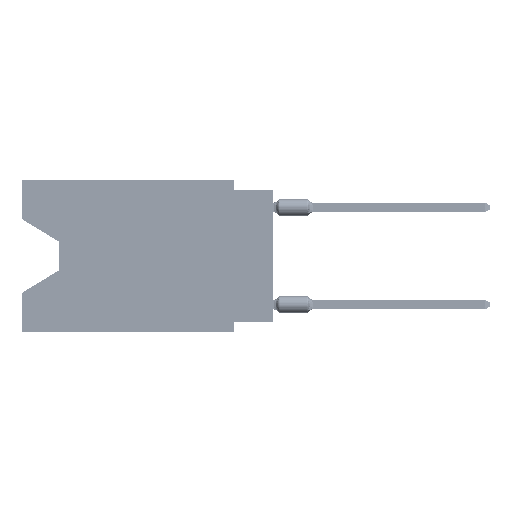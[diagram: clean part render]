
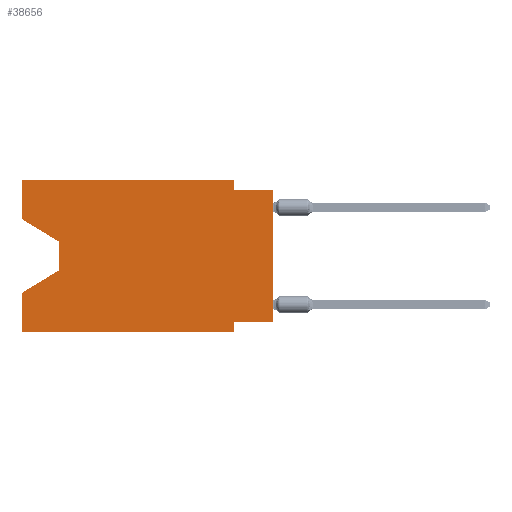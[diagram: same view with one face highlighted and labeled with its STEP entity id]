
A CAD part, left-side view. The second image highlights one B-rep face of the part: STEP entity #38656.
In plain terms, the highlighted planar face has unit normal (-1, 0, 0).
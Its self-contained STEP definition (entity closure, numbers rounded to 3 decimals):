
#14 = ORIENTED_EDGE ( 'NONE', *, *, #61286, .F. ) ;
#210 = CARTESIAN_POINT ( 'NONE',  ( 0., 16.383, 0. ) ) ;
#829 = CARTESIAN_POINT ( 'NONE',  ( 0., 16.383, 0. ) ) ;
#1410 = DIRECTION ( 'NONE',  ( 0., 1., 0. ) ) ;
#1660 = CARTESIAN_POINT ( 'NONE',  ( 0., 16.383, -7.36 ) ) ;
#2566 = VERTEX_POINT ( 'NONE', #1660 ) ;
#2622 = VECTOR ( 'NONE', #52878, 1000. ) ;
#3162 = ORIENTED_EDGE ( 'NONE', *, *, #22751, .T. ) ;
#3977 = ORIENTED_EDGE ( 'NONE', *, *, #22787, .T. ) ;
#4118 = DIRECTION ( 'NONE',  ( 0., 0., -1. ) ) ;
#4401 = LINE ( 'NONE', #42174, #2622 ) ;
#4962 = DIRECTION ( 'NONE',  ( 0., 0., 1. ) ) ;
#6521 = DIRECTION ( 'NONE',  ( 0., -1., 0. ) ) ;
#7191 = ORIENTED_EDGE ( 'NONE', *, *, #64974, .T. ) ;
#7429 = EDGE_CURVE ( 'NONE', #26069, #16867, #16140, .T. ) ;
#8890 = VECTOR ( 'NONE', #40002, 1000. ) ;
#8907 = VECTOR ( 'NONE', #67920, 1000. ) ;
#9118 = LINE ( 'NONE', #48277, #42121 ) ;
#9349 = PLANE ( 'NONE',  #53235 ) ;
#9668 = CARTESIAN_POINT ( 'NONE',  ( 0., 13.97, -4.013 ) ) ;
#9795 = VERTEX_POINT ( 'NONE', #31747 ) ;
#10524 = DIRECTION ( 'NONE',  ( 0., -0.855, -0.519 ) ) ;
#11522 = CARTESIAN_POINT ( 'NONE',  ( 0., 0., -0.635 ) ) ;
#11872 = VECTOR ( 'NONE', #51690, 1000. ) ;
#12820 = EDGE_CURVE ( 'NONE', #21482, #34359, #9118, .T. ) ;
#15009 = LINE ( 'NONE', #9668, #28810 ) ;
#15110 = VERTEX_POINT ( 'NONE', #43470 ) ;
#15212 = EDGE_CURVE ( 'NONE', #48114, #21482, #43123, .T. ) ;
#16140 = LINE ( 'NONE', #11522, #20024 ) ;
#16832 = CARTESIAN_POINT ( 'NONE',  ( 0., 16.383, 0. ) ) ;
#16867 = VERTEX_POINT ( 'NONE', #55658 ) ;
#17695 = ORIENTED_EDGE ( 'NONE', *, *, #15212, .F. ) ;
#18476 = ORIENTED_EDGE ( 'NONE', *, *, #12820, .F. ) ;
#18647 = VERTEX_POINT ( 'NONE', #19183 ) ;
#19183 = CARTESIAN_POINT ( 'NONE',  ( 0., 16.383, -9.906 ) ) ;
#20024 = VECTOR ( 'NONE', #6521, 1000. ) ;
#21298 = EDGE_LOOP ( 'NONE', ( #3977, #31418, #36339, #50862, #3162, #18476, #17695, #7191, #35408, #70204, #14, #37268 ) ) ;
#21482 = VERTEX_POINT ( 'NONE', #56890 ) ;
#21719 = VERTEX_POINT ( 'NONE', #26542 ) ;
#21916 = LINE ( 'NONE', #70399, #30145 ) ;
#22076 = EDGE_CURVE ( 'NONE', #18647, #2566, #64961, .T. ) ;
#22289 = CARTESIAN_POINT ( 'NONE',  ( 0., 16.383, -2.546 ) ) ;
#22751 = EDGE_CURVE ( 'NONE', #18647, #34359, #30872, .T. ) ;
#22787 = EDGE_CURVE ( 'NONE', #52686, #15110, #21916, .T. ) ;
#24686 = CARTESIAN_POINT ( 'NONE',  ( 0., 16.383, 0. ) ) ;
#26069 = VERTEX_POINT ( 'NONE', #53112 ) ;
#26542 = CARTESIAN_POINT ( 'NONE',  ( 0., 13.97, -5.893 ) ) ;
#26823 = DIRECTION ( 'NONE',  ( 0., 0., 1. ) ) ;
#27839 = VERTEX_POINT ( 'NONE', #210 ) ;
#28810 = VECTOR ( 'NONE', #33856, 1000. ) ;
#29296 = VECTOR ( 'NONE', #4962, 1000. ) ;
#30137 = CARTESIAN_POINT ( 'NONE',  ( 0., 16.383, 0. ) ) ;
#30145 = VECTOR ( 'NONE', #10524, 1000. ) ;
#30872 = LINE ( 'NONE', #64363, #35849 ) ;
#31362 = LINE ( 'NONE', #68083, #11872 ) ;
#31418 = ORIENTED_EDGE ( 'NONE', *, *, #55953, .T. ) ;
#31747 = CARTESIAN_POINT ( 'NONE',  ( 0., 2.54, 0. ) ) ;
#32755 = LINE ( 'NONE', #54843, #29296 ) ;
#33856 = DIRECTION ( 'NONE',  ( 0., 0., -1. ) ) ;
#34359 = VERTEX_POINT ( 'NONE', #53959 ) ;
#35024 = EDGE_CURVE ( 'NONE', #21719, #2566, #31362, .T. ) ;
#35273 = CARTESIAN_POINT ( 'NONE',  ( 0., 0., -9.271 ) ) ;
#35408 = ORIENTED_EDGE ( 'NONE', *, *, #7429, .F. ) ;
#35849 = VECTOR ( 'NONE', #57963, 1000. ) ;
#36339 = ORIENTED_EDGE ( 'NONE', *, *, #35024, .T. ) ;
#37268 = ORIENTED_EDGE ( 'NONE', *, *, #65778, .F. ) ;
#37569 = VECTOR ( 'NONE', #1410, 1000. ) ;
#38656 = ADVANCED_FACE ( 'NONE', ( #58526 ), #9349, .F. ) ;
#40002 = DIRECTION ( 'NONE',  ( 0., -1., 0. ) ) ;
#41417 = DIRECTION ( 'NONE',  ( 0., 0., -1. ) ) ;
#42121 = VECTOR ( 'NONE', #4118, 1000. ) ;
#42174 = CARTESIAN_POINT ( 'NONE',  ( 0., 2.54, 0. ) ) ;
#43123 = LINE ( 'NONE', #49538, #37569 ) ;
#43470 = CARTESIAN_POINT ( 'NONE',  ( 0., 13.97, -4.013 ) ) ;
#46173 = LINE ( 'NONE', #30137, #8907 ) ;
#48114 = VERTEX_POINT ( 'NONE', #35273 ) ;
#48277 = CARTESIAN_POINT ( 'NONE',  ( 0., 2.54, -9.906 ) ) ;
#49538 = CARTESIAN_POINT ( 'NONE',  ( 0., 0., -9.271 ) ) ;
#50862 = ORIENTED_EDGE ( 'NONE', *, *, #22076, .F. ) ;
#51690 = DIRECTION ( 'NONE',  ( 0., 0.855, -0.519 ) ) ;
#51826 = VECTOR ( 'NONE', #26823, 1000. ) ;
#52686 = VERTEX_POINT ( 'NONE', #22289 ) ;
#52832 = DIRECTION ( 'NONE',  ( 1., 0., 0. ) ) ;
#52878 = DIRECTION ( 'NONE',  ( 0., 0., -1. ) ) ;
#53112 = CARTESIAN_POINT ( 'NONE',  ( 0., 2.54, -0.635 ) ) ;
#53235 = AXIS2_PLACEMENT_3D ( 'NONE', #24686, #52832, #41417 ) ;
#53959 = CARTESIAN_POINT ( 'NONE',  ( 0., 2.54, -9.906 ) ) ;
#54843 = CARTESIAN_POINT ( 'NONE',  ( 0., 0., 0. ) ) ;
#55482 = EDGE_CURVE ( 'NONE', #9795, #26069, #4401, .T. ) ;
#55658 = CARTESIAN_POINT ( 'NONE',  ( 0., 0., -0.635 ) ) ;
#55953 = EDGE_CURVE ( 'NONE', #15110, #21719, #15009, .T. ) ;
#56416 = LINE ( 'NONE', #829, #8890 ) ;
#56890 = CARTESIAN_POINT ( 'NONE',  ( 0., 2.54, -9.271 ) ) ;
#57963 = DIRECTION ( 'NONE',  ( 0., -1., 0. ) ) ;
#58526 = FACE_OUTER_BOUND ( 'NONE', #21298, .T. ) ;
#61286 = EDGE_CURVE ( 'NONE', #27839, #9795, #56416, .T. ) ;
#64363 = CARTESIAN_POINT ( 'NONE',  ( 0., 16.383, -9.906 ) ) ;
#64961 = LINE ( 'NONE', #16832, #51826 ) ;
#64974 = EDGE_CURVE ( 'NONE', #48114, #16867, #32755, .T. ) ;
#65778 = EDGE_CURVE ( 'NONE', #52686, #27839, #46173, .T. ) ;
#67920 = DIRECTION ( 'NONE',  ( 0., 0., 1. ) ) ;
#68083 = CARTESIAN_POINT ( 'NONE',  ( 0., 13.97, -5.893 ) ) ;
#70204 = ORIENTED_EDGE ( 'NONE', *, *, #55482, .F. ) ;
#70399 = CARTESIAN_POINT ( 'NONE',  ( 0., 16.383, -2.546 ) ) ;
